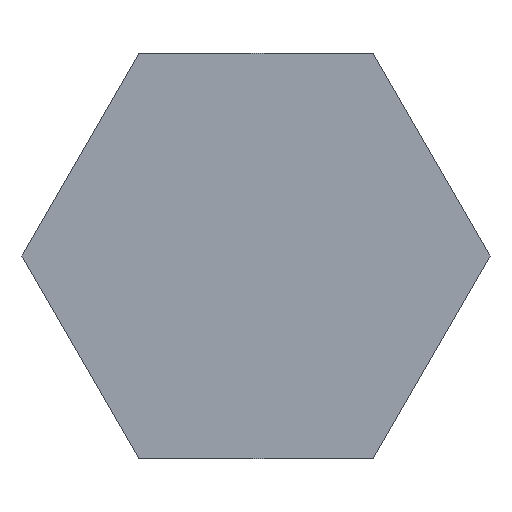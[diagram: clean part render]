
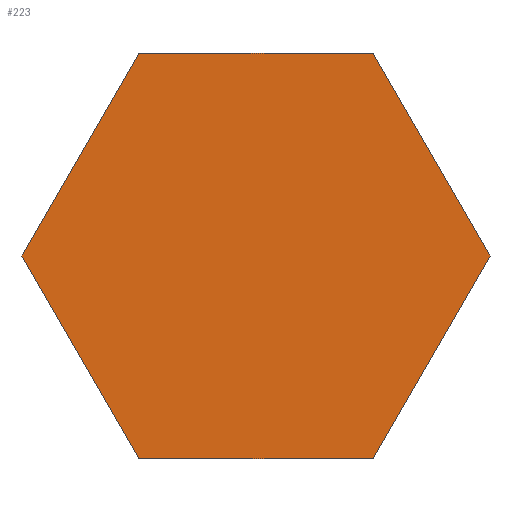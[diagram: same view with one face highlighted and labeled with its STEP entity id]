
A CAD part, left-side view. The second image highlights one B-rep face of the part: STEP entity #223.
In plain terms, the highlighted planar face has unit normal (-1, 0, 0).
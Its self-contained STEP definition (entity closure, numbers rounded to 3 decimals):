
#15=LINE($,#342,#33);
#19=LINE($,#349,#37);
#22=LINE($,#355,#40);
#25=LINE($,#361,#43);
#28=LINE($,#367,#46);
#30=LINE($,#370,#48);
#33=VECTOR($,#283,20.785);
#37=VECTOR($,#289,20.785);
#40=VECTOR($,#294,20.785);
#43=VECTOR($,#299,20.785);
#46=VECTOR($,#304,20.785);
#48=VECTOR($,#308,20.785);
#60=PLANE($,#248);
#82=FACE_OUTER_BOUND($,#104,.T.);
#104=EDGE_LOOP($,(#200,#201,#202,#203,#204,#205));
#121=VERTEX_POINT($,#339);
#122=VERTEX_POINT($,#341);
#124=VERTEX_POINT($,#347);
#126=VERTEX_POINT($,#353);
#128=VERTEX_POINT($,#359);
#130=VERTEX_POINT($,#365);
#140=EDGE_CURVE($,#122,#121,#15,.T.);
#144=EDGE_CURVE($,#121,#124,#19,.T.);
#147=EDGE_CURVE($,#124,#126,#22,.T.);
#150=EDGE_CURVE($,#126,#128,#25,.T.);
#153=EDGE_CURVE($,#128,#130,#28,.T.);
#155=EDGE_CURVE($,#130,#122,#30,.T.);
#200=ORIENTED_EDGE($,*,*,#155,.T.);
#201=ORIENTED_EDGE($,*,*,#140,.T.);
#202=ORIENTED_EDGE($,*,*,#144,.T.);
#203=ORIENTED_EDGE($,*,*,#147,.T.);
#204=ORIENTED_EDGE($,*,*,#150,.T.);
#205=ORIENTED_EDGE($,*,*,#153,.T.);
#223=ADVANCED_FACE($,(#82),#60,.F.);
#248=AXIS2_PLACEMENT_3D($,#372,#311,#312);
#283=DIRECTION($,(0.,-1.,0.));
#289=DIRECTION($,(0.,-0.5,0.866));
#294=DIRECTION($,(0.,0.5,0.866));
#299=DIRECTION($,(0.,1.,0.));
#304=DIRECTION($,(0.,0.5,-0.866));
#308=DIRECTION($,(0.,-0.5,-0.866));
#311=DIRECTION('center_axis',(1.,0.,0.));
#312=DIRECTION('ref_axis',(0.,0.,-1.));
#339=CARTESIAN_POINT('',(-35.,-10.392,-18.));
#341=CARTESIAN_POINT('',(-35.,10.392,-18.));
#342=CARTESIAN_POINT($,(-35.,10.392,-18.));
#347=CARTESIAN_POINT('',(-35.,-20.785,0.));
#349=CARTESIAN_POINT($,(-35.,-10.392,-18.));
#353=CARTESIAN_POINT('',(-35.,-10.392,18.));
#355=CARTESIAN_POINT($,(-35.,-20.785,0.));
#359=CARTESIAN_POINT('',(-35.,10.392,18.));
#361=CARTESIAN_POINT($,(-35.,-10.392,18.));
#365=CARTESIAN_POINT('',(-35.,20.785,0.));
#367=CARTESIAN_POINT($,(-35.,10.392,18.));
#370=CARTESIAN_POINT($,(-35.,20.785,0.));
#372=CARTESIAN_POINT('Origin',(-35.,0.,0.));
